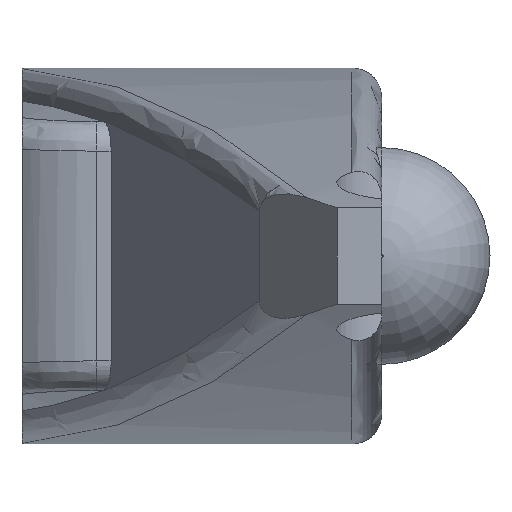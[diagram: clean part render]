
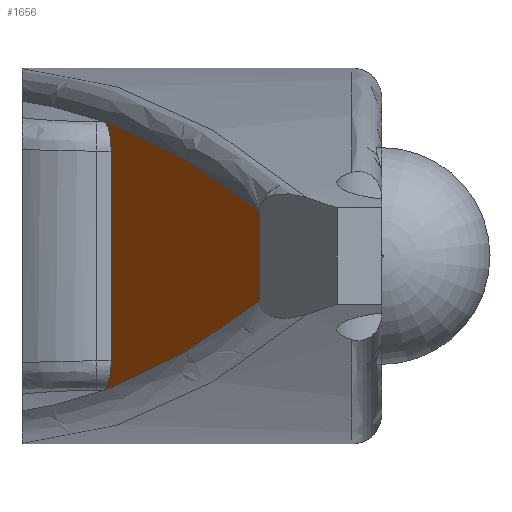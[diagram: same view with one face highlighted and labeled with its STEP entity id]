
A CAD part, left-side view. The second image highlights one B-rep face of the part: STEP entity #1656.
In plain terms, the highlighted planar face has unit normal (-0.27, 0.963, 0).
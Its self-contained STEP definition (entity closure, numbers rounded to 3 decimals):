
#50 = ORIENTED_EDGE ( 'NONE', *, *, #2393, .F. ) ;
#80 = B_SPLINE_CURVE_WITH_KNOTS ( 'NONE', 3,
 ( #1187, #470, #432, #2185 ),
 .UNSPECIFIED., .F., .F.,
 ( 4, 4 ),
 ( 0., 0.111 ),
 .UNSPECIFIED. ) ;
#217 = EDGE_CURVE ( 'NONE', #856, #2073, #603, .T. ) ;
#225 = ORIENTED_EDGE ( 'NONE', *, *, #629, .F. ) ;
#329 = EDGE_CURVE ( 'NONE', #1851, #856, #2138, .T. ) ;
#367 = CARTESIAN_POINT ( 'NONE',  ( -21.685, 9.196, 18.305 ) ) ;
#409 = CARTESIAN_POINT ( 'NONE',  ( -21.09, 9.363, 18.366 ) ) ;
#432 = CARTESIAN_POINT ( 'NONE',  ( -21.385, 9.28, 9.338 ) ) ;
#470 = CARTESIAN_POINT ( 'NONE',  ( -21.685, 9.196, 9.369 ) ) ;
#529 = VERTEX_POINT ( 'NONE', #864 ) ;
#543 = LINE ( 'NONE', #2081, #2000 ) ;
#556 = CARTESIAN_POINT ( 'NONE',  ( -21.99, 9.11, 9.763 ) ) ;
#581 = CARTESIAN_POINT ( 'NONE',  ( -33.918, 5.76, 16.658 ) ) ;
#603 =( BOUNDED_CURVE ( )  B_SPLINE_CURVE ( 3, ( #1306, #556, #1122, #1687 ),
 .UNSPECIFIED., .F., .T. ) 
 B_SPLINE_CURVE_WITH_KNOTS ( ( 4, 4 ),
 ( 3.142, 4.612 ),
 .UNSPECIFIED. ) 
 CURVE ( )  GEOMETRIC_REPRESENTATION_ITEM ( )  RATIONAL_B_SPLINE_CURVE ( ( 1., 0.828, 0.828, 1. ) ) 
 REPRESENTATION_ITEM ( '' )  );
#629 = EDGE_CURVE ( 'NONE', #1089, #2309, #1853, .T. ) ;
#632 = AXIS2_PLACEMENT_3D ( 'NONE', #1744, #1559, #1573 ) ;
#677 = EDGE_CURVE ( 'NONE', #1448, #2364, #1286, .T. ) ;
#812 = ORIENTED_EDGE ( 'NONE', *, *, #217, .T. ) ;
#856 = VERTEX_POINT ( 'NONE', #2110 ) ;
#864 = CARTESIAN_POINT ( 'NONE',  ( -39.793, 4.11, 15.347 ) ) ;
#901 = CARTESIAN_POINT ( 'NONE',  ( -21.99, 9.11, 18.272 ) ) ;
#951 = VECTOR ( 'NONE', #1011, 1000. ) ;
#1011 = DIRECTION ( 'NONE',  ( 0., 0., -1. ) ) ;
#1086 = ORIENTED_EDGE ( 'NONE', *, *, #329, .T. ) ;
#1089 = VERTEX_POINT ( 'NONE', #1686 ) ;
#1097 =( BOUNDED_CURVE ( )  B_SPLINE_CURVE ( 3, ( #2314, #581, #1361, #1588 ),
 .UNSPECIFIED., .F., .T. ) 
 B_SPLINE_CURVE_WITH_KNOTS ( ( 4, 4 ),
 ( 1.351, 1.465 ),
 .UNSPECIFIED. ) 
 CURVE ( )  GEOMETRIC_REPRESENTATION_ITEM ( )  RATIONAL_B_SPLINE_CURVE ( ( 1., 0.999, 0.999, 1. ) ) 
 REPRESENTATION_ITEM ( '' )  );
#1122 = CARTESIAN_POINT ( 'NONE',  ( -21.628, 9.212, 9.362 ) ) ;
#1187 = CARTESIAN_POINT ( 'NONE',  ( -21.99, 9.11, 9.401 ) ) ;
#1228 = EDGE_CURVE ( 'NONE', #529, #2309, #1097, .T. ) ;
#1263 = CARTESIAN_POINT ( 'NONE',  ( -21.99, 9.11, 9.401 ) ) ;
#1286 =( BOUNDED_CURVE ( )  B_SPLINE_CURVE ( 3, ( #1340, #1916, #1364, #1568 ),
 .UNSPECIFIED., .F., .T. ) 
 B_SPLINE_CURVE_WITH_KNOTS ( ( 4, 4 ),
 ( 4.819, 4.932 ),
 .UNSPECIFIED. ) 
 CURVE ( )  GEOMETRIC_REPRESENTATION_ITEM ( )  RATIONAL_B_SPLINE_CURVE ( ( 1., 0.999, 0.999, 1. ) ) 
 REPRESENTATION_ITEM ( '' )  );
#1306 = CARTESIAN_POINT ( 'NONE',  ( -21.99, 9.11, 10.303 ) ) ;
#1332 = DIRECTION ( 'NONE',  ( 0., 0., 1. ) ) ;
#1340 = CARTESIAN_POINT ( 'NONE',  ( -21.99, 9.11, 9.401 ) ) ;
#1356 =( BOUNDED_CURVE ( )  B_SPLINE_CURVE ( 3, ( #409, #1755, #1593, #2152 ),
 .UNSPECIFIED., .F., .T. ) 
 B_SPLINE_CURVE_WITH_KNOTS ( ( 4, 4 ),
 ( 1.671, 3.142 ),
 .UNSPECIFIED. ) 
 CURVE ( )  GEOMETRIC_REPRESENTATION_ITEM ( )  RATIONAL_B_SPLINE_CURVE ( ( 1., 0.828, 0.828, 1. ) ) 
 REPRESENTATION_ITEM ( '' )  );
#1361 = CARTESIAN_POINT ( 'NONE',  ( -27.977, 7.429, 17.635 ) ) ;
#1364 = CARTESIAN_POINT ( 'NONE',  ( -33.918, 5.76, 11.015 ) ) ;
#1365 = CARTESIAN_POINT ( 'NONE',  ( -21.99, 9.11, 0. ) ) ;
#1448 = VERTEX_POINT ( 'NONE', #1263 ) ;
#1451 = ORIENTED_EDGE ( 'NONE', *, *, #1228, .T. ) ;
#1477 = CARTESIAN_POINT ( 'NONE',  ( -21.385, 9.28, 18.336 ) ) ;
#1558 = ORIENTED_EDGE ( 'NONE', *, *, #2069, .T. ) ;
#1559 = DIRECTION ( 'NONE',  ( -0.27, 0.963, 0. ) ) ;
#1568 = CARTESIAN_POINT ( 'NONE',  ( -39.793, 4.11, 12.327 ) ) ;
#1573 = DIRECTION ( 'NONE',  ( -0.963, -0.27, 0. ) ) ;
#1581 = EDGE_LOOP ( 'NONE', ( #1451, #225, #1558, #1086, #812, #50, #2400, #1663 ) ) ;
#1588 = CARTESIAN_POINT ( 'NONE',  ( -21.99, 9.11, 18.272 ) ) ;
#1593 = CARTESIAN_POINT ( 'NONE',  ( -21.99, 9.11, 17.911 ) ) ;
#1656 = ADVANCED_FACE ( 'NONE', ( #2141 ), #1923, .T. ) ;
#1663 = ORIENTED_EDGE ( 'NONE', *, *, #1729, .T. ) ;
#1686 = CARTESIAN_POINT ( 'NONE',  ( -21.09, 9.363, 18.366 ) ) ;
#1687 = CARTESIAN_POINT ( 'NONE',  ( -21.09, 9.363, 9.308 ) ) ;
#1729 = EDGE_CURVE ( 'NONE', #2364, #529, #543, .T. ) ;
#1744 = CARTESIAN_POINT ( 'NONE',  ( -3.98, 14.169, 7.507 ) ) ;
#1755 = CARTESIAN_POINT ( 'NONE',  ( -21.628, 9.212, 18.312 ) ) ;
#1769 = CARTESIAN_POINT ( 'NONE',  ( -21.09, 9.363, 9.308 ) ) ;
#1851 = VERTEX_POINT ( 'NONE', #2367 ) ;
#1853 = B_SPLINE_CURVE_WITH_KNOTS ( 'NONE', 3,
 ( #1859, #1477, #367, #901 ),
 .UNSPECIFIED., .F., .F.,
 ( 4, 4 ),
 ( 0.889, 1. ),
 .UNSPECIFIED. ) ;
#1859 = CARTESIAN_POINT ( 'NONE',  ( -21.09, 9.363, 18.366 ) ) ;
#1916 = CARTESIAN_POINT ( 'NONE',  ( -27.977, 7.429, 10.039 ) ) ;
#1923 = PLANE ( 'NONE',  #632 ) ;
#1928 = CARTESIAN_POINT ( 'NONE',  ( -39.793, 4.11, 12.327 ) ) ;
#1988 = CARTESIAN_POINT ( 'NONE',  ( -21.99, 9.11, 18.272 ) ) ;
#2000 = VECTOR ( 'NONE', #1332, 1000. ) ;
#2069 = EDGE_CURVE ( 'NONE', #1089, #1851, #1356, .T. ) ;
#2073 = VERTEX_POINT ( 'NONE', #1769 ) ;
#2081 = CARTESIAN_POINT ( 'NONE',  ( -39.793, 4.11, 7.507 ) ) ;
#2110 = CARTESIAN_POINT ( 'NONE',  ( -21.99, 9.11, 10.303 ) ) ;
#2138 = LINE ( 'NONE', #1365, #951 ) ;
#2141 = FACE_OUTER_BOUND ( 'NONE', #1581, .T. ) ;
#2152 = CARTESIAN_POINT ( 'NONE',  ( -21.99, 9.11, 17.371 ) ) ;
#2185 = CARTESIAN_POINT ( 'NONE',  ( -21.09, 9.363, 9.308 ) ) ;
#2309 = VERTEX_POINT ( 'NONE', #1988 ) ;
#2314 = CARTESIAN_POINT ( 'NONE',  ( -39.793, 4.11, 15.347 ) ) ;
#2364 = VERTEX_POINT ( 'NONE', #1928 ) ;
#2367 = CARTESIAN_POINT ( 'NONE',  ( -21.99, 9.11, 17.371 ) ) ;
#2393 = EDGE_CURVE ( 'NONE', #1448, #2073, #80, .T. ) ;
#2400 = ORIENTED_EDGE ( 'NONE', *, *, #677, .T. ) ;
